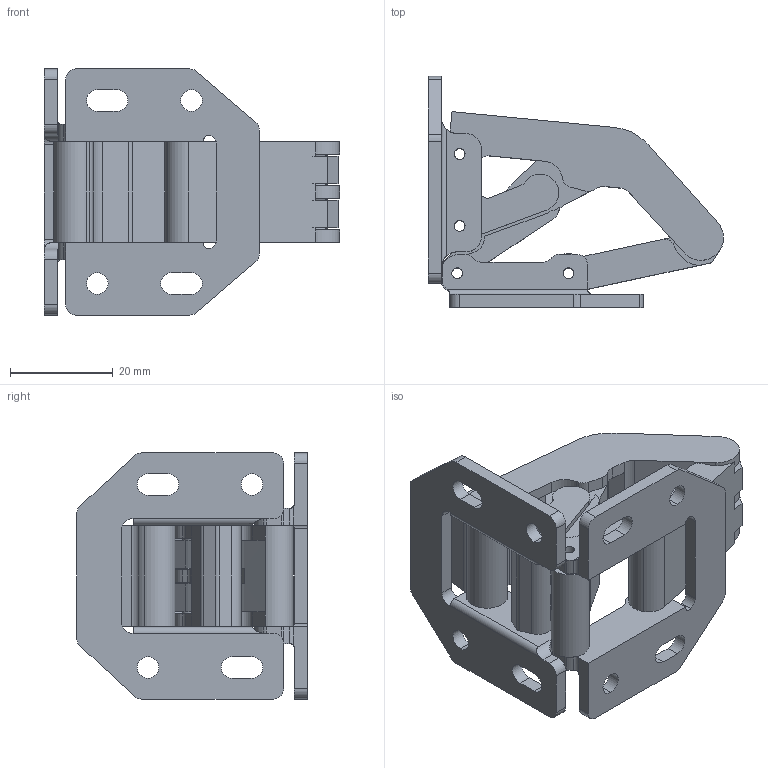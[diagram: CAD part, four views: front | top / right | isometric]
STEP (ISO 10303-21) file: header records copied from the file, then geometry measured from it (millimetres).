
FILE_DESCRIPTION (( 'STEP AP214' ), '1' );
FILE_NAME ('SurfaceHinge.STEP', '2020-05-22T17:27:52', ( '' ), ( '' ), 'SwSTEP 2.0', 'SolidWorks 2019', '' );
FILE_SCHEMA (( 'AUTOMOTIVE_DESIGN' ));
Length unit declared in the file: millimetre
Products named in the file (7): Part5; Base_Frame_Side_AK; Part4; Base_Door_Side_AK; SurfaceHinge; Part3; Part1
Assembly tree (6 placements, depth 2):
  SurfaceHinge
    Base_Door_Side_AK
    Part3
    Part1
    Part5
    Part4
    Base_Frame_Side_AK
Bounding box: 57.56 x 45.06 x 48 mm (x, y, z)
Volume: 26499 mm3; surface area: 18911.9 mm2
Topology: 6 solids, 6 shells, 362 faces, 1014 edges, 664 vertices
Faces by surface type: cylinder 199, plane 143, torus 20
Entity records: 12300 total; most frequent: CARTESIAN_POINT 2210, DIRECTION 2162, ORIENTED_EDGE 2028, EDGE_CURVE 1014, AXIS2_PLACEMENT_3D 796, VERTEX_POINT 664, VECTOR 570, LINE 570
